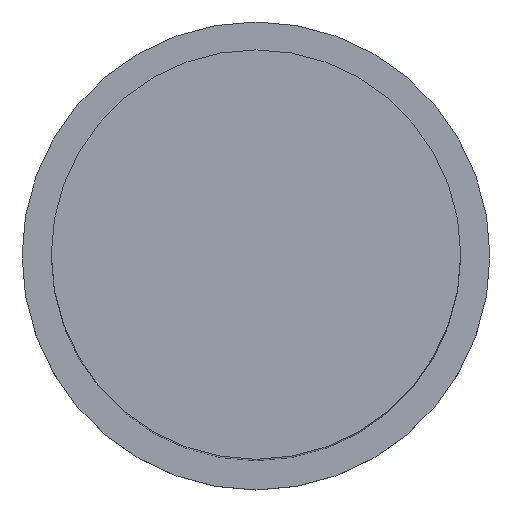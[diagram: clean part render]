
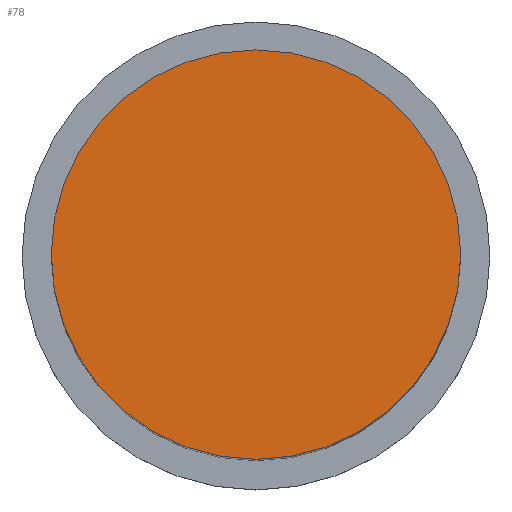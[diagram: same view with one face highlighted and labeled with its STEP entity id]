
A CAD part, top view. The second image highlights one B-rep face of the part: STEP entity #78.
In plain terms, the highlighted planar face has unit normal (0, 0, 1).
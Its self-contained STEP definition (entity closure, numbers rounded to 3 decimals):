
#73=EDGE_CURVE('240[2]',#167,#167,#168,.T.);
#78=ADVANCED_FACE('240[2]',(#174),#175,.T.);
#167=VERTEX_POINT('',#345);
#168=CIRCLE('',#346,21.0);
#174=FACE_OUTER_BOUND('',#354,.T.);
#175=PLANE('',#355);
#345=CARTESIAN_POINT('',(0.,21.0,80.0));
#346=AXIS2_PLACEMENT_3D('',#523,#524,#525);
#354=EDGE_LOOP('',(#530));
#355=AXIS2_PLACEMENT_3D('',#531,#532,#533);
#523=CARTESIAN_POINT('',(0.,0.,80.0));
#524=DIRECTION('',(0.,0.,1.0));
#525=DIRECTION('',(0.,1.0,0.));
#530=ORIENTED_EDGE('',*,*,#73,.T.);
#531=CARTESIAN_POINT('',(0.,10.5,80.0));
#532=DIRECTION('',(0.,0.,1.0));
#533=DIRECTION('',(1.0,0.,0.0));
